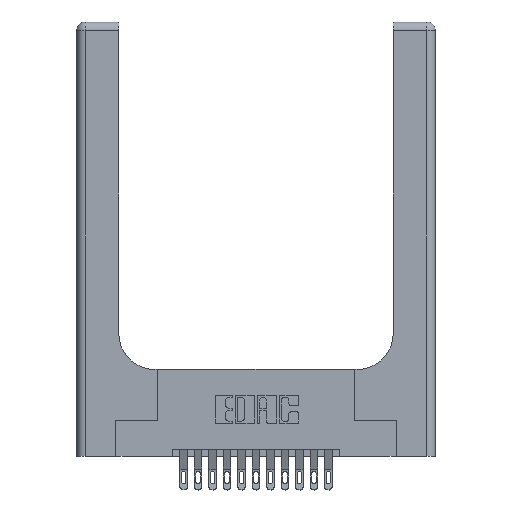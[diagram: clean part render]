
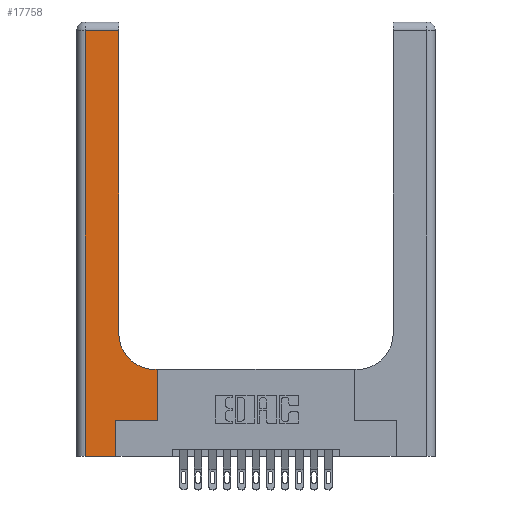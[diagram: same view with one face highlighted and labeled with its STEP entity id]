
A CAD part, top view. The second image highlights one B-rep face of the part: STEP entity #17758.
In plain terms, the highlighted planar face has unit normal (0, 0, 1).
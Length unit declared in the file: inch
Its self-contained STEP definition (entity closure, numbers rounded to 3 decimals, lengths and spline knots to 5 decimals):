
#354 = CARTESIAN_POINT ( 'NONE',  ( 0.06, 2.94, 0.37 ) ) ;
#445 = ORIENTED_EDGE ( 'NONE', *, *, #12611, .T. ) ;
#912 = CARTESIAN_POINT ( 'NONE',  ( 0.269, 0., 0.37 ) ) ;
#1116 = VERTEX_POINT ( 'NONE', #14964 ) ;
#1156 = VERTEX_POINT ( 'NONE', #16620 ) ;
#1328 = EDGE_CURVE ( 'NONE', #4944, #16771, #2576, .T. ) ;
#1587 = DIRECTION ( 'NONE',  ( 0., 1., 0. ) ) ;
#2237 = VECTOR ( 'NONE', #14749, 39.37008 ) ;
#2257 = DIRECTION ( 'NONE',  ( -1., 0., 0. ) ) ;
#2369 = ORIENTED_EDGE ( 'NONE', *, *, #18135, .T. ) ;
#2402 = VERTEX_POINT ( 'NONE', #7917 ) ;
#2576 = LINE ( 'NONE', #16748, #11634 ) ;
#2630 = DIRECTION ( 'NONE',  ( 1., 0., 0. ) ) ;
#3441 = CARTESIAN_POINT ( 'NONE',  ( 0.269, 0., 0.37 ) ) ;
#4022 = VECTOR ( 'NONE', #6287, 39.37008 ) ;
#4052 = VERTEX_POINT ( 'NONE', #7790 ) ;
#4944 = VERTEX_POINT ( 'NONE', #5765 ) ;
#5645 = EDGE_CURVE ( 'NONE', #15489, #13054, #8958, .T. ) ;
#5765 = CARTESIAN_POINT ( 'NONE',  ( 0.5585, 0.6, 0.37 ) ) ;
#6084 = DIRECTION ( 'NONE',  ( 0., -1., 0. ) ) ;
#6270 = DIRECTION ( 'NONE',  ( 0., 0., -1. ) ) ;
#6287 = DIRECTION ( 'NONE',  ( 0., 1., 0. ) ) ;
#6333 = PLANE ( 'NONE',  #16654 ) ;
#6411 = CARTESIAN_POINT ( 'NONE',  ( 0.2915, 3., 0.37 ) ) ;
#6491 = VERTEX_POINT ( 'NONE', #912 ) ;
#7790 = CARTESIAN_POINT ( 'NONE',  ( 0.5585, 0.25, 0.37 ) ) ;
#7917 = CARTESIAN_POINT ( 'NONE',  ( 0.06, 0., 0.37 ) ) ;
#8057 = ORIENTED_EDGE ( 'NONE', *, *, #11978, .T. ) ;
#8273 = DIRECTION ( 'NONE',  ( -1., 0., 0. ) ) ;
#8528 = EDGE_CURVE ( 'NONE', #1156, #15489, #15727, .T. ) ;
#8668 = LINE ( 'NONE', #10045, #17967 ) ;
#8958 = LINE ( 'NONE', #18186, #11602 ) ;
#8968 = DIRECTION ( 'NONE',  ( 1., 0., 0. ) ) ;
#9086 = CARTESIAN_POINT ( 'NONE',  ( 0.269, 0.25, 0.37 ) ) ;
#9234 = EDGE_CURVE ( 'NONE', #1116, #4052, #18334, .T. ) ;
#9573 = EDGE_LOOP ( 'NONE', ( #12226, #10474, #445, #9672, #8057, #13526, #17324, #10236, #2369 ) ) ;
#9662 = CARTESIAN_POINT ( 'NONE',  ( 0., 0., 0.37 ) ) ;
#9672 = ORIENTED_EDGE ( 'NONE', *, *, #17498, .T. ) ;
#10045 = CARTESIAN_POINT ( 'NONE',  ( 0.5585, 0.25, 0.37 ) ) ;
#10191 = VECTOR ( 'NONE', #6084, 39.37008 ) ;
#10236 = ORIENTED_EDGE ( 'NONE', *, *, #1328, .T. ) ;
#10434 = DIRECTION ( 'NONE',  ( 1., 0., 0. ) ) ;
#10459 = CARTESIAN_POINT ( 'NONE',  ( 0.06, 3., 0.37 ) ) ;
#10474 = ORIENTED_EDGE ( 'NONE', *, *, #5645, .T. ) ;
#10521 = CARTESIAN_POINT ( 'NONE',  ( 0., 3., 0.37 ) ) ;
#11310 = LINE ( 'NONE', #3441, #4022 ) ;
#11602 = VECTOR ( 'NONE', #18308, 39.37008 ) ;
#11634 = VECTOR ( 'NONE', #8273, 39.37008 ) ;
#11667 = EDGE_CURVE ( 'NONE', #4052, #4944, #8668, .T. ) ;
#11978 = EDGE_CURVE ( 'NONE', #6491, #1116, #11310, .T. ) ;
#12114 = VECTOR ( 'NONE', #2630, 39.37008 ) ;
#12226 = ORIENTED_EDGE ( 'NONE', *, *, #8528, .T. ) ;
#12611 = EDGE_CURVE ( 'NONE', #13054, #2402, #13946, .T. ) ;
#13054 = VERTEX_POINT ( 'NONE', #354 ) ;
#13166 = CARTESIAN_POINT ( 'NONE',  ( 0.5415, 0.85, 0.37 ) ) ;
#13450 = LINE ( 'NONE', #9662, #12114 ) ;
#13526 = ORIENTED_EDGE ( 'NONE', *, *, #9234, .T. ) ;
#13946 = LINE ( 'NONE', #10459, #10191 ) ;
#14313 = FACE_OUTER_BOUND ( 'NONE', #9573, .T. ) ;
#14524 = DIRECTION ( 'NONE',  ( 0., 0., -1. ) ) ;
#14749 = DIRECTION ( 'NONE',  ( 0., 1., 0. ) ) ;
#14964 = CARTESIAN_POINT ( 'NONE',  ( 0.269, 0.25, 0.37 ) ) ;
#15489 = VERTEX_POINT ( 'NONE', #18099 ) ;
#15727 = LINE ( 'NONE', #6411, #2237 ) ;
#15849 = AXIS2_PLACEMENT_3D ( 'NONE', #13166, #14524, #10434 ) ;
#15887 = CIRCLE ( 'NONE', #15849, 0.25 ) ;
#15933 = VECTOR ( 'NONE', #8968, 39.37008 ) ;
#16620 = CARTESIAN_POINT ( 'NONE',  ( 0.2915, 0.85, 0.37 ) ) ;
#16654 = AXIS2_PLACEMENT_3D ( 'NONE', #10521, #6270, #2257 ) ;
#16748 = CARTESIAN_POINT ( 'NONE',  ( 0.2915, 0.6, 0.37 ) ) ;
#16771 = VERTEX_POINT ( 'NONE', #17727 ) ;
#17324 = ORIENTED_EDGE ( 'NONE', *, *, #11667, .T. ) ;
#17498 = EDGE_CURVE ( 'NONE', #2402, #6491, #13450, .T. ) ;
#17727 = CARTESIAN_POINT ( 'NONE',  ( 0.5415, 0.6, 0.37 ) ) ;
#17758 = ADVANCED_FACE ( 'NONE', ( #14313 ), #6333, .F. ) ;
#17967 = VECTOR ( 'NONE', #1587, 39.37008 ) ;
#18099 = CARTESIAN_POINT ( 'NONE',  ( 0.2915, 2.94, 0.37 ) ) ;
#18135 = EDGE_CURVE ( 'NONE', #16771, #1156, #15887, .T. ) ;
#18186 = CARTESIAN_POINT ( 'NONE',  ( 0., 2.94, 0.37 ) ) ;
#18308 = DIRECTION ( 'NONE',  ( -1., 0., 0. ) ) ;
#18334 = LINE ( 'NONE', #9086, #15933 ) ;
